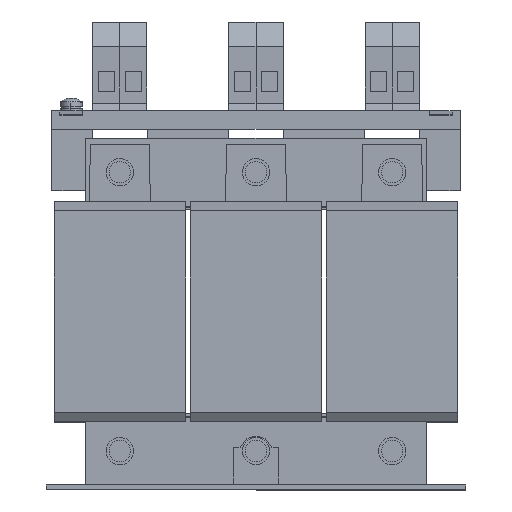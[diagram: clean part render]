
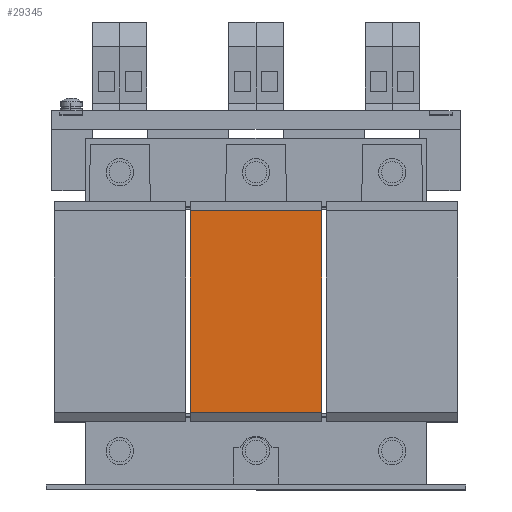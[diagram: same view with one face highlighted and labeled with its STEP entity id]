
A CAD part, top view. The second image highlights one B-rep face of the part: STEP entity #29345.
In plain terms, the highlighted planar face has unit normal (0, 0, 1).
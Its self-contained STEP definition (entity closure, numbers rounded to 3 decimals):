
#1654 = LINE ( 'NONE', #18121, #25544 ) ;
#2449 = AXIS2_PLACEMENT_3D ( 'NONE', #6007, #26065, #22131 ) ;
#5922 = LINE ( 'NONE', #19204, #40681 ) ;
#6007 = CARTESIAN_POINT ( 'NONE',  ( 29., 0., 43.45 ) ) ;
#6152 = DIRECTION ( 'NONE',  ( -1., 0., 0. ) ) ;
#8500 = CARTESIAN_POINT ( 'NONE',  ( -29., 44.5, 43.45 ) ) ;
#9244 = ORIENTED_EDGE ( 'NONE', *, *, #21076, .T. ) ;
#9504 = PLANE ( 'NONE',  #2449 ) ;
#10668 = VECTOR ( 'NONE', #6152, 1000. ) ;
#10722 = EDGE_CURVE ( 'NONE', #15286, #36456, #25364, .T. ) ;
#12285 = CARTESIAN_POINT ( 'NONE',  ( 29., 0., 43.45 ) ) ;
#15286 = VERTEX_POINT ( 'NONE', #31855 ) ;
#16851 = LINE ( 'NONE', #33113, #10668 ) ;
#18121 = CARTESIAN_POINT ( 'NONE',  ( -29., 0., 43.45 ) ) ;
#19204 = CARTESIAN_POINT ( 'NONE',  ( 29., 44.5, 43.45 ) ) ;
#19506 = FACE_OUTER_BOUND ( 'NONE', #26789, .T. ) ;
#21076 = EDGE_CURVE ( 'NONE', #15286, #35901, #5922, .T. ) ;
#22131 = DIRECTION ( 'NONE',  ( 0., 1., 0. ) ) ;
#22703 = DIRECTION ( 'NONE',  ( -1., 0., 0. ) ) ;
#25364 = LINE ( 'NONE', #12285, #38437 ) ;
#25544 = VECTOR ( 'NONE', #38428, 1000. ) ;
#26065 = DIRECTION ( 'NONE',  ( 0., 0., -1. ) ) ;
#26264 = ORIENTED_EDGE ( 'NONE', *, *, #10722, .F. ) ;
#26789 = EDGE_LOOP ( 'NONE', ( #40433, #36367, #26264, #9244 ) ) ;
#27817 = CARTESIAN_POINT ( 'NONE',  ( -29., -44.5, 43.45 ) ) ;
#28376 = DIRECTION ( 'NONE',  ( 0., -1., 0. ) ) ;
#29345 = ADVANCED_FACE ( 'Defeature ausgef�hrt1_453', ( #19506 ), #9504, .F. ) ;
#31855 = CARTESIAN_POINT ( 'NONE',  ( 29., 44.5, 43.45 ) ) ;
#33113 = CARTESIAN_POINT ( 'NONE',  ( 29., -44.5, 43.45 ) ) ;
#33946 = VERTEX_POINT ( 'NONE', #27817 ) ;
#35901 = VERTEX_POINT ( 'NONE', #8500 ) ;
#35922 = EDGE_CURVE ( 'NONE', #35901, #33946, #1654, .T. ) ;
#36367 = ORIENTED_EDGE ( 'NONE', *, *, #39936, .F. ) ;
#36456 = VERTEX_POINT ( 'NONE', #38336 ) ;
#38336 = CARTESIAN_POINT ( 'NONE',  ( 29., -44.5, 43.45 ) ) ;
#38428 = DIRECTION ( 'NONE',  ( 0., -1., 0. ) ) ;
#38437 = VECTOR ( 'NONE', #28376, 1000. ) ;
#39936 = EDGE_CURVE ( 'NONE', #36456, #33946, #16851, .T. ) ;
#40433 = ORIENTED_EDGE ( 'NONE', *, *, #35922, .T. ) ;
#40681 = VECTOR ( 'NONE', #22703, 1000. ) ;
